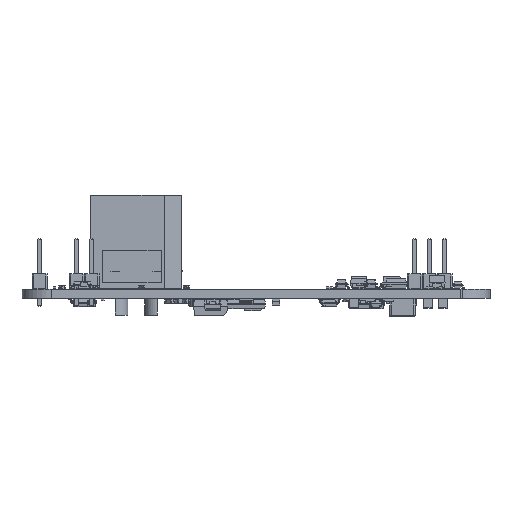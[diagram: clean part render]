
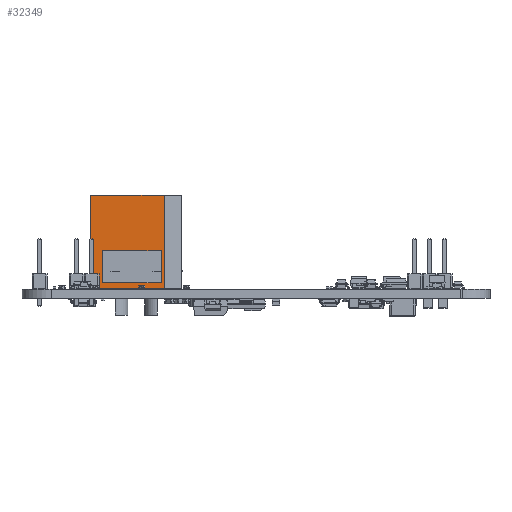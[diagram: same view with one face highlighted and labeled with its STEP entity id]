
A CAD part, front view. The second image highlights one B-rep face of the part: STEP entity #32349.
In plain terms, the highlighted face is planar.
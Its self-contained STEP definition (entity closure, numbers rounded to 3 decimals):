
#30982 = EDGE_CURVE('',#30983,#30985,#30987,.T.);
#30983 = VERTEX_POINT('',#30984);
#30984 = CARTESIAN_POINT('',(-0.65,4.05,1.));
#30985 = VERTEX_POINT('',#30986);
#30986 = CARTESIAN_POINT('',(9.35,4.05,1.));
#30987 = LINE('',#30988,#30989);
#30988 = CARTESIAN_POINT('',(5.35,4.05,1.));
#30989 = VECTOR('',#30990,1.);
#30990 = DIRECTION('',(1.,0.,0.));
#31022 = EDGE_CURVE('',#31023,#30983,#31025,.T.);
#31023 = VERTEX_POINT('',#31024);
#31024 = CARTESIAN_POINT('',(-0.65,4.05,6.5));
#31025 = LINE('',#31026,#31027);
#31026 = CARTESIAN_POINT('',(-0.65,4.05,3.25));
#31027 = VECTOR('',#31028,1.);
#31028 = DIRECTION('',(0.,0.,-1.));
#31053 = EDGE_CURVE('',#31054,#31023,#31056,.T.);
#31054 = VERTEX_POINT('',#31055);
#31055 = CARTESIAN_POINT('',(9.35,4.05,6.5));
#31056 = LINE('',#31057,#31058);
#31057 = CARTESIAN_POINT('',(10.35,4.05,6.5));
#31058 = VECTOR('',#31059,1.);
#31059 = DIRECTION('',(-1.,0.,0.));
#31084 = EDGE_CURVE('',#30985,#31054,#31085,.T.);
#31085 = LINE('',#31086,#31087);
#31086 = CARTESIAN_POINT('',(9.35,4.05,0.5));
#31087 = VECTOR('',#31088,1.);
#31088 = DIRECTION('',(0.,0.,1.));
#32323 = VERTEX_POINT('',#32324);
#32324 = CARTESIAN_POINT('',(-1.15,4.05,0.));
#32332 = VERTEX_POINT('',#32333);
#32333 = CARTESIAN_POINT('',(-1.15,4.05,16.));
#32339 = EDGE_CURVE('',#32323,#32332,#32340,.T.);
#32340 = LINE('',#32341,#32342);
#32341 = CARTESIAN_POINT('',(-1.15,4.05,0.));
#32342 = VECTOR('',#32343,1.);
#32343 = DIRECTION('',(0.,0.,1.));
#32349 = ADVANCED_FACE('',(#32350,#32375),#32381,.T.);
#32350 = FACE_BOUND('',#32351,.T.);
#32351 = EDGE_LOOP('',(#32352,#32360,#32361,#32369));
#32352 = ORIENTED_EDGE('',*,*,#32353,.T.);
#32353 = EDGE_CURVE('',#32354,#32323,#32356,.T.);
#32354 = VERTEX_POINT('',#32355);
#32355 = CARTESIAN_POINT('',(11.35,4.05,0.));
#32356 = LINE('',#32357,#32358);
#32357 = CARTESIAN_POINT('',(11.35,4.05,0.));
#32358 = VECTOR('',#32359,1.);
#32359 = DIRECTION('',(-1.,0.,0.));
#32360 = ORIENTED_EDGE('',*,*,#32339,.T.);
#32361 = ORIENTED_EDGE('',*,*,#32362,.F.);
#32362 = EDGE_CURVE('',#32363,#32332,#32365,.T.);
#32363 = VERTEX_POINT('',#32364);
#32364 = CARTESIAN_POINT('',(11.35,4.05,16.));
#32365 = LINE('',#32366,#32367);
#32366 = CARTESIAN_POINT('',(11.35,4.05,16.));
#32367 = VECTOR('',#32368,1.);
#32368 = DIRECTION('',(-1.,0.,0.));
#32369 = ORIENTED_EDGE('',*,*,#32370,.F.);
#32370 = EDGE_CURVE('',#32354,#32363,#32371,.T.);
#32371 = LINE('',#32372,#32373);
#32372 = CARTESIAN_POINT('',(11.35,4.05,0.));
#32373 = VECTOR('',#32374,1.);
#32374 = DIRECTION('',(0.,0.,1.));
#32375 = FACE_BOUND('',#32376,.T.);
#32376 = EDGE_LOOP('',(#32377,#32378,#32379,#32380));
#32377 = ORIENTED_EDGE('',*,*,#30982,.T.);
#32378 = ORIENTED_EDGE('',*,*,#31084,.T.);
#32379 = ORIENTED_EDGE('',*,*,#31053,.T.);
#32380 = ORIENTED_EDGE('',*,*,#31022,.T.);
#32381 = PLANE('',#32382);
#32382 = AXIS2_PLACEMENT_3D('',#32383,#32384,#32385);
#32383 = CARTESIAN_POINT('',(11.35,4.05,0.));
#32384 = DIRECTION('',(0.,1.,0.));
#32385 = DIRECTION('',(-1.,0.,0.));
